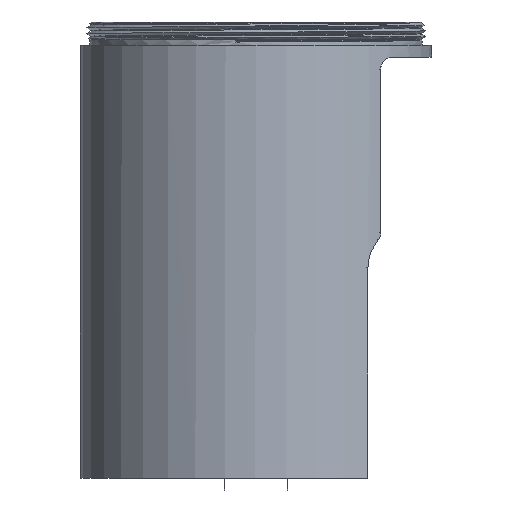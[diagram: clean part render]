
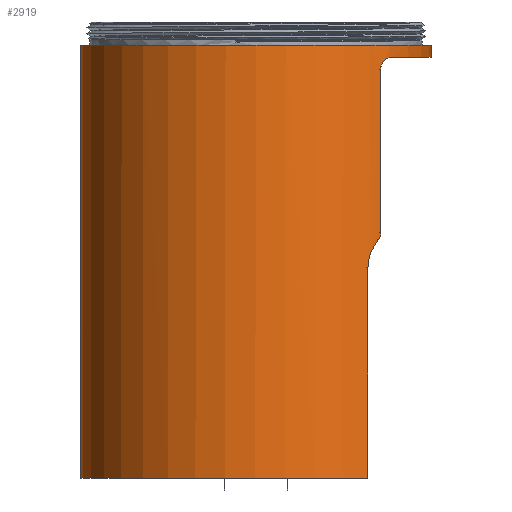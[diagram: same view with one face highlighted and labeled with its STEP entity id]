
A CAD part, left-side view. The second image highlights one B-rep face of the part: STEP entity #2919.
In plain terms, the highlighted cylindrical face has radius 15 mm (diameter 30 mm), a full revolution.
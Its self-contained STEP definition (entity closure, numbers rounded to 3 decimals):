
#1109=CARTESIAN_POINT('',(-10.55,19.782,30.195));
#1110=VERTEX_POINT('',#1109);
#1135=CARTESIAN_POINT('',(-9.5,18.837,31.245));
#1136=VERTEX_POINT('',#1135);
#1143=CARTESIAN_POINT('',(-10.55,19.782,30.195));
#1144=CARTESIAN_POINT('',(-10.55,19.782,30.277));
#1145=CARTESIAN_POINT('',(-10.541,19.773,30.356));
#1146=CARTESIAN_POINT('',(-10.523,19.755,30.433));
#1147=CARTESIAN_POINT('',(-10.505,19.737,30.511));
#1148=CARTESIAN_POINT('',(-10.478,19.712,30.584));
#1149=CARTESIAN_POINT('',(-10.446,19.68,30.651));
#1150=CARTESIAN_POINT('',(-10.413,19.649,30.718));
#1151=CARTESIAN_POINT('',(-10.375,19.611,30.78));
#1152=CARTESIAN_POINT('',(-10.332,19.571,30.835));
#1153=CARTESIAN_POINT('',(-10.29,19.531,30.89));
#1154=CARTESIAN_POINT('',(-10.243,19.487,30.94));
#1155=CARTESIAN_POINT('',(-10.193,19.44,30.984));
#1156=CARTESIAN_POINT('',(-10.093,19.347,31.072));
#1157=CARTESIAN_POINT('',(-9.983,19.249,31.136));
#1158=CARTESIAN_POINT('',(-9.866,19.146,31.179));
#1159=CARTESIAN_POINT('',(-9.749,19.044,31.223));
#1160=CARTESIAN_POINT('',(-9.626,18.94,31.245));
#1161=CARTESIAN_POINT('',(-9.5,18.837,31.245));
#1162=B_SPLINE_CURVE_WITH_KNOTS('',3,(#1143,#1144,#1145,#1146,#1147,#1148,#1149,#1150,#1151,#1152,#1153,#1154,#1155,#1156,#1157,#1158,#1159,#1160,#1161),.UNSPECIFIED.,.F.,.F.,(4,3,3,3,3,3,4),(0.,0.,0.,0.001,0.001,0.001,0.002),.UNSPECIFIED.);
#1163=EDGE_CURVE('',#1110,#1136,#1162,.T.);
#1175=CARTESIAN_POINT('',(-10.55,19.782,16.245));
#1176=VERTEX_POINT('',#1175);
#1190=CARTESIAN_POINT('',(-10.55,19.782,16.245));
#1191=DIRECTION('',(0.,0.,1.));
#1192=VECTOR('',#1191,13.95);
#1193=LINE('',#1190,#1192);
#1194=EDGE_CURVE('',#1176,#1110,#1193,.T.);
#1206=CARTESIAN_POINT('',(-10.74,19.974,15.675));
#1207=VERTEX_POINT('',#1206);
#1228=CARTESIAN_POINT('',(-10.74,19.974,15.675));
#1229=CARTESIAN_POINT('',(-10.712,19.945,15.712));
#1230=CARTESIAN_POINT('',(-10.687,19.919,15.752));
#1231=CARTESIAN_POINT('',(-10.664,19.896,15.795));
#1232=CARTESIAN_POINT('',(-10.641,19.872,15.837));
#1233=CARTESIAN_POINT('',(-10.62,19.852,15.884));
#1234=CARTESIAN_POINT('',(-10.603,19.835,15.932));
#1235=CARTESIAN_POINT('',(-10.586,19.818,15.981));
#1236=CARTESIAN_POINT('',(-10.573,19.805,16.031));
#1237=CARTESIAN_POINT('',(-10.564,19.796,16.083));
#1238=CARTESIAN_POINT('',(-10.555,19.787,16.136));
#1239=CARTESIAN_POINT('',(-10.55,19.782,16.19));
#1240=CARTESIAN_POINT('',(-10.55,19.782,16.245));
#1241=B_SPLINE_CURVE_WITH_KNOTS('',3,(#1228,#1229,#1230,#1231,#1232,#1233,#1234,#1235,#1236,#1237,#1238,#1239,#1240),.UNSPECIFIED.,.F.,.F.,(4,3,3,3,4),(0.,0.,0.,0.,0.001),.UNSPECIFIED.);
#1242=EDGE_CURVE('',#1207,#1176,#1241,.T.);
#1254=CARTESIAN_POINT('',(-11.55,20.874,13.245));
#1255=VERTEX_POINT('',#1254);
#1279=CARTESIAN_POINT('',(-11.55,20.874,13.245));
#1280=CARTESIAN_POINT('',(-11.55,20.874,13.48));
#1281=CARTESIAN_POINT('',(-11.53,20.85,13.709));
#1282=CARTESIAN_POINT('',(-11.491,20.804,13.933));
#1283=CARTESIAN_POINT('',(-11.453,20.758,14.156));
#1284=CARTESIAN_POINT('',(-11.395,20.69,14.375));
#1285=CARTESIAN_POINT('',(-11.323,20.607,14.58));
#1286=CARTESIAN_POINT('',(-11.18,20.442,14.991));
#1287=CARTESIAN_POINT('',(-10.979,20.219,15.356));
#1288=CARTESIAN_POINT('',(-10.74,19.974,15.675));
#1289=B_SPLINE_CURVE_WITH_KNOTS('',3,(#1279,#1280,#1281,#1282,#1283,#1284,#1285,#1286,#1287,#1288),.UNSPECIFIED.,.F.,.F.,(4,3,3,4),(0.,0.001,0.001,0.003),.UNSPECIFIED.);
#1290=EDGE_CURVE('',#1255,#1207,#1289,.T.);
#1309=CARTESIAN_POINT('',(-11.55,20.874,-4.755));
#1310=VERTEX_POINT('',#1309);
#1311=CARTESIAN_POINT('',(-11.55,20.874,-4.755));
#1312=DIRECTION('',(0.,0.,1.));
#1313=VECTOR('',#1312,18.);
#1314=LINE('',#1311,#1313);
#1315=EDGE_CURVE('',#1310,#1255,#1314,.T.);
#1333=CARTESIAN_POINT('',(11.55,20.874,-4.755));
#1334=VERTEX_POINT('',#1333);
#1341=CARTESIAN_POINT('',(11.55,20.874,13.245));
#1342=VERTEX_POINT('',#1341);
#1343=CARTESIAN_POINT('',(11.55,20.874,-4.755));
#1344=DIRECTION('',(0.,0.,1.));
#1345=VECTOR('',#1344,18.);
#1346=LINE('',#1343,#1345);
#1347=EDGE_CURVE('',#1334,#1342,#1346,.T.);
#1371=CARTESIAN_POINT('',(9.5,18.837,31.245));
#1372=VERTEX_POINT('',#1371);
#1408=CARTESIAN_POINT('',(10.55,19.782,30.195));
#1409=VERTEX_POINT('',#1408);
#1416=CARTESIAN_POINT('',(9.5,18.837,31.245));
#1417=CARTESIAN_POINT('',(9.626,18.94,31.245));
#1418=CARTESIAN_POINT('',(9.747,19.043,31.223));
#1419=CARTESIAN_POINT('',(9.865,19.145,31.18));
#1420=CARTESIAN_POINT('',(9.982,19.248,31.136));
#1421=CARTESIAN_POINT('',(10.092,19.347,31.072));
#1422=CARTESIAN_POINT('',(10.191,19.439,30.985));
#1423=CARTESIAN_POINT('',(10.241,19.485,30.942));
#1424=CARTESIAN_POINT('',(10.288,19.529,30.892));
#1425=CARTESIAN_POINT('',(10.331,19.57,30.837));
#1426=CARTESIAN_POINT('',(10.374,19.611,30.781));
#1427=CARTESIAN_POINT('',(10.412,19.647,30.72));
#1428=CARTESIAN_POINT('',(10.445,19.679,30.653));
#1429=CARTESIAN_POINT('',(10.478,19.711,30.585));
#1430=CARTESIAN_POINT('',(10.504,19.737,30.512));
#1431=CARTESIAN_POINT('',(10.522,19.755,30.435));
#1432=CARTESIAN_POINT('',(10.54,19.772,30.358));
#1433=CARTESIAN_POINT('',(10.55,19.782,30.277));
#1434=CARTESIAN_POINT('',(10.55,19.782,30.195));
#1435=B_SPLINE_CURVE_WITH_KNOTS('',3,(#1416,#1417,#1418,#1419,#1420,#1421,#1422,#1423,#1424,#1425,#1426,#1427,#1428,#1429,#1430,#1431,#1432,#1433,#1434),.UNSPECIFIED.,.F.,.F.,(4,3,3,3,3,3,4),(0.,0.,0.001,0.001,0.001,0.002,0.002),.UNSPECIFIED.);
#1436=EDGE_CURVE('',#1372,#1409,#1435,.T.);
#1455=CARTESIAN_POINT('',(10.55,19.782,16.245));
#1456=VERTEX_POINT('',#1455);
#1463=CARTESIAN_POINT('',(10.55,19.782,16.245));
#1464=DIRECTION('',(-0.,0.,1.));
#1465=VECTOR('',#1464,13.95);
#1466=LINE('',#1463,#1465);
#1467=EDGE_CURVE('',#1456,#1409,#1466,.T.);
#1493=CARTESIAN_POINT('',(10.74,19.974,15.675));
#1494=VERTEX_POINT('',#1493);
#1501=CARTESIAN_POINT('',(10.55,19.782,16.245));
#1502=CARTESIAN_POINT('',(10.55,19.782,16.19));
#1503=CARTESIAN_POINT('',(10.555,19.787,16.137));
#1504=CARTESIAN_POINT('',(10.564,19.796,16.085));
#1505=CARTESIAN_POINT('',(10.573,19.804,16.033));
#1506=CARTESIAN_POINT('',(10.586,19.818,15.981));
#1507=CARTESIAN_POINT('',(10.603,19.835,15.933));
#1508=CARTESIAN_POINT('',(10.637,19.868,15.836));
#1509=CARTESIAN_POINT('',(10.684,19.916,15.749));
#1510=CARTESIAN_POINT('',(10.74,19.974,15.675));
#1511=B_SPLINE_CURVE_WITH_KNOTS('',3,(#1501,#1502,#1503,#1504,#1505,#1506,#1507,#1508,#1509,#1510),.UNSPECIFIED.,.F.,.F.,(4,3,3,4),(0.,0.,0.,0.001),.UNSPECIFIED.);
#1512=EDGE_CURVE('',#1456,#1494,#1511,.T.);
#1540=CARTESIAN_POINT('',(10.74,19.974,15.675));
#1541=CARTESIAN_POINT('',(10.859,20.096,15.516));
#1542=CARTESIAN_POINT('',(10.968,20.212,15.346));
#1543=CARTESIAN_POINT('',(11.066,20.318,15.165));
#1544=CARTESIAN_POINT('',(11.115,20.372,15.075));
#1545=CARTESIAN_POINT('',(11.16,20.423,14.981));
#1546=CARTESIAN_POINT('',(11.203,20.471,14.885));
#1547=CARTESIAN_POINT('',(11.246,20.519,14.788));
#1548=CARTESIAN_POINT('',(11.286,20.564,14.687));
#1549=CARTESIAN_POINT('',(11.322,20.606,14.584));
#1550=CARTESIAN_POINT('',(11.394,20.689,14.378));
#1551=CARTESIAN_POINT('',(11.451,20.756,14.164));
#1552=CARTESIAN_POINT('',(11.49,20.802,13.939));
#1553=CARTESIAN_POINT('',(11.51,20.826,13.827));
#1554=CARTESIAN_POINT('',(11.525,20.844,13.711));
#1555=CARTESIAN_POINT('',(11.535,20.856,13.595));
#1556=CARTESIAN_POINT('',(11.545,20.868,13.479));
#1557=CARTESIAN_POINT('',(11.55,20.874,13.363));
#1558=CARTESIAN_POINT('',(11.55,20.874,13.245));
#1559=B_SPLINE_CURVE_WITH_KNOTS('',3,(#1540,#1541,#1542,#1543,#1544,#1545,#1546,#1547,#1548,#1549,#1550,#1551,#1552,#1553,#1554,#1555,#1556,#1557,#1558),.UNSPECIFIED.,.F.,.F.,(4,3,3,3,3,3,4),(0.,0.001,0.001,0.001,0.002,0.002,0.003),.UNSPECIFIED.);
#1560=EDGE_CURVE('',#1494,#1342,#1559,.T.);
#2523=CARTESIAN_POINT('',(-0.,15.445,32.245));
#2524=VERTEX_POINT('',#2523);
#2525=CARTESIAN_POINT('',(0.,30.445,32.245));
#2526=DIRECTION('',(0.,0.,1.));
#2527=DIRECTION('',(0.,-1.,0.));
#2528=AXIS2_PLACEMENT_3D('',#2525,#2526,#2527);
#2529=CIRCLE('',#2528,15.);
#2530=EDGE_CURVE('',#2524,#2524,#2529,.T.);
#2590=CARTESIAN_POINT('',(-0.,15.445,31.245));
#2591=VERTEX_POINT('',#2590);
#2592=CARTESIAN_POINT('',(0.,30.445,31.245));
#2593=DIRECTION('',(0.,0.,1.));
#2594=DIRECTION('',(0.,-1.,0.));
#2595=AXIS2_PLACEMENT_3D('',#2592,#2593,#2594);
#2596=CIRCLE('',#2595,15.);
#2597=EDGE_CURVE('',#2591,#1372,#2596,.T.);
#2599=CARTESIAN_POINT('',(0.,30.445,31.245));
#2600=DIRECTION('',(0.,0.,1.));
#2601=DIRECTION('',(0.,-1.,0.));
#2602=AXIS2_PLACEMENT_3D('',#2599,#2600,#2601);
#2603=CIRCLE('',#2602,15.);
#2604=EDGE_CURVE('',#1136,#2591,#2603,.T.);
#2885=CARTESIAN_POINT('',(0.,30.445,-10.755));
#2886=DIRECTION('',(0.,0.,1.));
#2887=DIRECTION('',(0.,-1.,0.));
#2888=AXIS2_PLACEMENT_3D('',#2885,#2886,#2887);
#2889=CYLINDRICAL_SURFACE('',#2888,15.);
#2890=CARTESIAN_POINT('',(0.,15.445,32.245));
#2891=DIRECTION('',(-0.,-0.,-1.));
#2892=VECTOR('',#2891,1.);
#2893=LINE('',#2890,#2892);
#2894=EDGE_CURVE('',#2524,#2591,#2893,.T.);
#2895=ORIENTED_EDGE('',*,*,#2894,.T.);
#2896=ORIENTED_EDGE('',*,*,#2597,.T.);
#2897=ORIENTED_EDGE('',*,*,#1436,.T.);
#2898=ORIENTED_EDGE('',*,*,#1467,.F.);
#2899=ORIENTED_EDGE('',*,*,#1512,.T.);
#2900=ORIENTED_EDGE('',*,*,#1560,.T.);
#2901=ORIENTED_EDGE('',*,*,#1347,.F.);
#2902=CARTESIAN_POINT('',(0.,30.445,-4.755));
#2903=DIRECTION('',(0.,0.,1.));
#2904=DIRECTION('',(0.,-1.,0.));
#2905=AXIS2_PLACEMENT_3D('',#2902,#2903,#2904);
#2906=CIRCLE('',#2905,15.);
#2907=EDGE_CURVE('',#1334,#1310,#2906,.T.);
#2908=ORIENTED_EDGE('',*,*,#2907,.T.);
#2909=ORIENTED_EDGE('',*,*,#1315,.T.);
#2910=ORIENTED_EDGE('',*,*,#1290,.T.);
#2911=ORIENTED_EDGE('',*,*,#1242,.T.);
#2912=ORIENTED_EDGE('',*,*,#1194,.T.);
#2913=ORIENTED_EDGE('',*,*,#1163,.T.);
#2914=ORIENTED_EDGE('',*,*,#2604,.T.);
#2915=ORIENTED_EDGE('',*,*,#2894,.F.);
#2916=ORIENTED_EDGE('',*,*,#2530,.F.);
#2917=EDGE_LOOP('',(#2895,#2896,#2897,#2898,#2899,#2900,#2901,#2908,#2909,#2910,#2911,#2912,#2913,#2914,#2915,#2916));
#2918=FACE_BOUND('',#2917,.T.);
#2919=ADVANCED_FACE('',(#2918),#2889,.T.);
